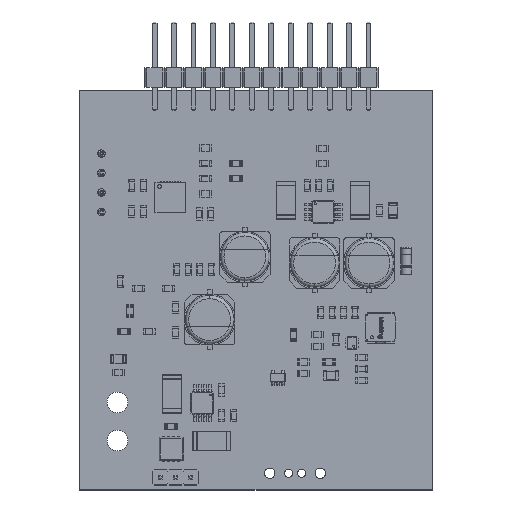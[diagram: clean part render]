
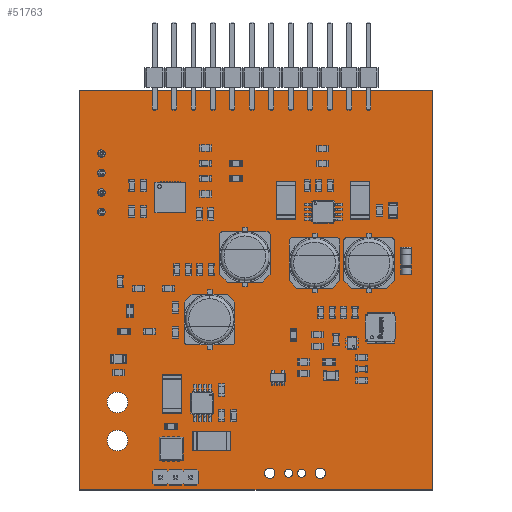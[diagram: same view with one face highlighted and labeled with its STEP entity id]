
A CAD part, top view. The second image highlights one B-rep face of the part: STEP entity #51763.
In plain terms, the highlighted planar face has unit normal (0, 0, 1).
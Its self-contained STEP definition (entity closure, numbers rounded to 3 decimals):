
#51508 = VERTEX_POINT('',#51509);
#51509 = CARTESIAN_POINT('',(139.319,-100.1,1.51));
#51515 = EDGE_CURVE('',#51508,#51516,#51518,.T.);
#51516 = VERTEX_POINT('',#51517);
#51517 = CARTESIAN_POINT('',(93.3,-100.1,1.51));
#51518 = LINE('',#51519,#51520);
#51519 = CARTESIAN_POINT('',(139.319,-100.1,1.51));
#51520 = VECTOR('',#51521,1.);
#51521 = DIRECTION('',(-1.,0.,0.));
#51548 = VERTEX_POINT('',#51549);
#51549 = CARTESIAN_POINT('',(139.319,-47.879,1.51));
#51555 = EDGE_CURVE('',#51548,#51508,#51556,.T.);
#51556 = LINE('',#51557,#51558);
#51557 = CARTESIAN_POINT('',(139.319,-47.879,1.51));
#51558 = VECTOR('',#51559,1.);
#51559 = DIRECTION('',(0.,-1.,0.));
#51577 = EDGE_CURVE('',#51516,#51578,#51580,.T.);
#51578 = VERTEX_POINT('',#51579);
#51579 = CARTESIAN_POINT('',(93.3,-47.879,1.51));
#51580 = LINE('',#51581,#51582);
#51581 = CARTESIAN_POINT('',(93.3,-100.1,1.51));
#51582 = VECTOR('',#51583,1.);
#51583 = DIRECTION('',(0.,1.,0.));
#51763 = ADVANCED_FACE('',(#51764,#51775,#51786,#51797,#51808,#51819,
    #51830,#51841,#51852,#51863,#51874,#51885,#51896,#51907),#51918,.T.
  );
#51764 = FACE_BOUND('',#51765,.T.);
#51765 = EDGE_LOOP('',(#51766,#51767,#51768,#51774));
#51766 = ORIENTED_EDGE('',*,*,#51515,.F.);
#51767 = ORIENTED_EDGE('',*,*,#51555,.F.);
#51768 = ORIENTED_EDGE('',*,*,#51769,.F.);
#51769 = EDGE_CURVE('',#51578,#51548,#51770,.T.);
#51770 = LINE('',#51771,#51772);
#51771 = CARTESIAN_POINT('',(93.3,-47.879,1.51));
#51772 = VECTOR('',#51773,1.);
#51773 = DIRECTION('',(1.,0.,0.));
#51774 = ORIENTED_EDGE('',*,*,#51577,.F.);
#51775 = FACE_BOUND('',#51776,.T.);
#51776 = EDGE_LOOP('',(#51777));
#51777 = ORIENTED_EDGE('',*,*,#51778,.T.);
#51778 = EDGE_CURVE('',#51779,#51779,#51781,.T.);
#51779 = VERTEX_POINT('',#51780);
#51780 = CARTESIAN_POINT('',(98.2,-95.,1.51));
#51781 = CIRCLE('',#51782,1.35);
#51782 = AXIS2_PLACEMENT_3D('',#51783,#51784,#51785);
#51783 = CARTESIAN_POINT('',(98.2,-93.65,1.51));
#51784 = DIRECTION('',(-0.,0.,-1.));
#51785 = DIRECTION('',(0.,-1.,-0.));
#51786 = FACE_BOUND('',#51787,.T.);
#51787 = EDGE_LOOP('',(#51788));
#51788 = ORIENTED_EDGE('',*,*,#51789,.T.);
#51789 = EDGE_CURVE('',#51790,#51790,#51792,.T.);
#51790 = VERTEX_POINT('',#51791);
#51791 = CARTESIAN_POINT('',(98.2,-90.,1.51));
#51792 = CIRCLE('',#51793,1.35);
#51793 = AXIS2_PLACEMENT_3D('',#51794,#51795,#51796);
#51794 = CARTESIAN_POINT('',(98.2,-88.65,1.51));
#51795 = DIRECTION('',(-0.,0.,-1.));
#51796 = DIRECTION('',(0.,-1.,-0.));
#51797 = FACE_BOUND('',#51798,.T.);
#51798 = EDGE_LOOP('',(#51799));
#51799 = ORIENTED_EDGE('',*,*,#51800,.T.);
#51800 = EDGE_CURVE('',#51801,#51801,#51803,.T.);
#51801 = VERTEX_POINT('',#51802);
#51802 = CARTESIAN_POINT('',(103.8,-98.85,1.51));
#51803 = CIRCLE('',#51804,0.4);
#51804 = AXIS2_PLACEMENT_3D('',#51805,#51806,#51807);
#51805 = CARTESIAN_POINT('',(103.8,-98.45,1.51));
#51806 = DIRECTION('',(-0.,0.,-1.));
#51807 = DIRECTION('',(0.,-1.,0.));
#51808 = FACE_BOUND('',#51809,.T.);
#51809 = EDGE_LOOP('',(#51810));
#51810 = ORIENTED_EDGE('',*,*,#51811,.T.);
#51811 = EDGE_CURVE('',#51812,#51812,#51814,.T.);
#51812 = VERTEX_POINT('',#51813);
#51813 = CARTESIAN_POINT('',(105.8,-98.85,1.51));
#51814 = CIRCLE('',#51815,0.4);
#51815 = AXIS2_PLACEMENT_3D('',#51816,#51817,#51818);
#51816 = CARTESIAN_POINT('',(105.8,-98.45,1.51));
#51817 = DIRECTION('',(-0.,0.,-1.));
#51818 = DIRECTION('',(0.,-1.,0.));
#51819 = FACE_BOUND('',#51820,.T.);
#51820 = EDGE_LOOP('',(#51821));
#51821 = ORIENTED_EDGE('',*,*,#51822,.T.);
#51822 = EDGE_CURVE('',#51823,#51823,#51825,.T.);
#51823 = VERTEX_POINT('',#51824);
#51824 = CARTESIAN_POINT('',(107.8,-98.85,1.51));
#51825 = CIRCLE('',#51826,0.4);
#51826 = AXIS2_PLACEMENT_3D('',#51827,#51828,#51829);
#51827 = CARTESIAN_POINT('',(107.8,-98.45,1.51));
#51828 = DIRECTION('',(-0.,0.,-1.));
#51829 = DIRECTION('',(0.,-1.,0.));
#51830 = FACE_BOUND('',#51831,.T.);
#51831 = EDGE_LOOP('',(#51832));
#51832 = ORIENTED_EDGE('',*,*,#51833,.F.);
#51833 = EDGE_CURVE('',#51834,#51834,#51836,.T.);
#51834 = VERTEX_POINT('',#51835);
#51835 = CARTESIAN_POINT('',(118.787,-97.917,1.51));
#51836 = CIRCLE('',#51837,0.675);
#51837 = AXIS2_PLACEMENT_3D('',#51838,#51839,#51840);
#51838 = CARTESIAN_POINT('',(118.112,-97.917,1.51));
#51839 = DIRECTION('',(0.,0.,1.));
#51840 = DIRECTION('',(1.,0.,-0.));
#51841 = FACE_BOUND('',#51842,.T.);
#51842 = EDGE_LOOP('',(#51843));
#51843 = ORIENTED_EDGE('',*,*,#51844,.F.);
#51844 = EDGE_CURVE('',#51845,#51845,#51847,.T.);
#51845 = VERTEX_POINT('',#51846);
#51846 = CARTESIAN_POINT('',(121.087,-97.917,1.51));
#51847 = CIRCLE('',#51848,0.525);
#51848 = AXIS2_PLACEMENT_3D('',#51849,#51850,#51851);
#51849 = CARTESIAN_POINT('',(120.562,-97.917,1.51));
#51850 = DIRECTION('',(0.,0.,1.));
#51851 = DIRECTION('',(1.,0.,-0.));
#51852 = FACE_BOUND('',#51853,.T.);
#51853 = EDGE_LOOP('',(#51854));
#51854 = ORIENTED_EDGE('',*,*,#51855,.F.);
#51855 = EDGE_CURVE('',#51856,#51856,#51858,.T.);
#51856 = VERTEX_POINT('',#51857);
#51857 = CARTESIAN_POINT('',(122.787,-97.917,1.51));
#51858 = CIRCLE('',#51859,0.525);
#51859 = AXIS2_PLACEMENT_3D('',#51860,#51861,#51862);
#51860 = CARTESIAN_POINT('',(122.262,-97.917,1.51));
#51861 = DIRECTION('',(0.,0.,1.));
#51862 = DIRECTION('',(1.,0.,-0.));
#51863 = FACE_BOUND('',#51864,.T.);
#51864 = EDGE_LOOP('',(#51865));
#51865 = ORIENTED_EDGE('',*,*,#51866,.F.);
#51866 = EDGE_CURVE('',#51867,#51867,#51869,.T.);
#51867 = VERTEX_POINT('',#51868);
#51868 = CARTESIAN_POINT('',(125.387,-97.917,1.51));
#51869 = CIRCLE('',#51870,0.675);
#51870 = AXIS2_PLACEMENT_3D('',#51871,#51872,#51873);
#51871 = CARTESIAN_POINT('',(124.712,-97.917,1.51));
#51872 = DIRECTION('',(0.,0.,1.));
#51873 = DIRECTION('',(1.,0.,-0.));
#51874 = FACE_BOUND('',#51875,.T.);
#51875 = EDGE_LOOP('',(#51876));
#51876 = ORIENTED_EDGE('',*,*,#51877,.T.);
#51877 = EDGE_CURVE('',#51878,#51878,#51880,.T.);
#51878 = VERTEX_POINT('',#51879);
#51879 = CARTESIAN_POINT('',(96.1,-64.28,1.51));
#51880 = CIRCLE('',#51881,0.5);
#51881 = AXIS2_PLACEMENT_3D('',#51882,#51883,#51884);
#51882 = CARTESIAN_POINT('',(96.1,-63.78,1.51));
#51883 = DIRECTION('',(-0.,0.,-1.));
#51884 = DIRECTION('',(-0.,-1.,0.));
#51885 = FACE_BOUND('',#51886,.T.);
#51886 = EDGE_LOOP('',(#51887));
#51887 = ORIENTED_EDGE('',*,*,#51888,.T.);
#51888 = EDGE_CURVE('',#51889,#51889,#51891,.T.);
#51889 = VERTEX_POINT('',#51890);
#51890 = CARTESIAN_POINT('',(96.1,-61.74,1.51));
#51891 = CIRCLE('',#51892,0.5);
#51892 = AXIS2_PLACEMENT_3D('',#51893,#51894,#51895);
#51893 = CARTESIAN_POINT('',(96.1,-61.24,1.51));
#51894 = DIRECTION('',(-0.,0.,-1.));
#51895 = DIRECTION('',(-0.,-1.,0.));
#51896 = FACE_BOUND('',#51897,.T.);
#51897 = EDGE_LOOP('',(#51898));
#51898 = ORIENTED_EDGE('',*,*,#51899,.T.);
#51899 = EDGE_CURVE('',#51900,#51900,#51902,.T.);
#51900 = VERTEX_POINT('',#51901);
#51901 = CARTESIAN_POINT('',(96.1,-59.2,1.51));
#51902 = CIRCLE('',#51903,0.5);
#51903 = AXIS2_PLACEMENT_3D('',#51904,#51905,#51906);
#51904 = CARTESIAN_POINT('',(96.1,-58.7,1.51));
#51905 = DIRECTION('',(-0.,0.,-1.));
#51906 = DIRECTION('',(-0.,-1.,0.));
#51907 = FACE_BOUND('',#51908,.T.);
#51908 = EDGE_LOOP('',(#51909));
#51909 = ORIENTED_EDGE('',*,*,#51910,.T.);
#51910 = EDGE_CURVE('',#51911,#51911,#51913,.T.);
#51911 = VERTEX_POINT('',#51912);
#51912 = CARTESIAN_POINT('',(96.1,-56.66,1.51));
#51913 = CIRCLE('',#51914,0.5);
#51914 = AXIS2_PLACEMENT_3D('',#51915,#51916,#51917);
#51915 = CARTESIAN_POINT('',(96.1,-56.16,1.51));
#51916 = DIRECTION('',(-0.,0.,-1.));
#51917 = DIRECTION('',(-0.,-1.,0.));
#51918 = PLANE('',#51919);
#51919 = AXIS2_PLACEMENT_3D('',#51920,#51921,#51922);
#51920 = CARTESIAN_POINT('',(0.,0.,1.51));
#51921 = DIRECTION('',(0.,0.,1.));
#51922 = DIRECTION('',(1.,0.,-0.));
